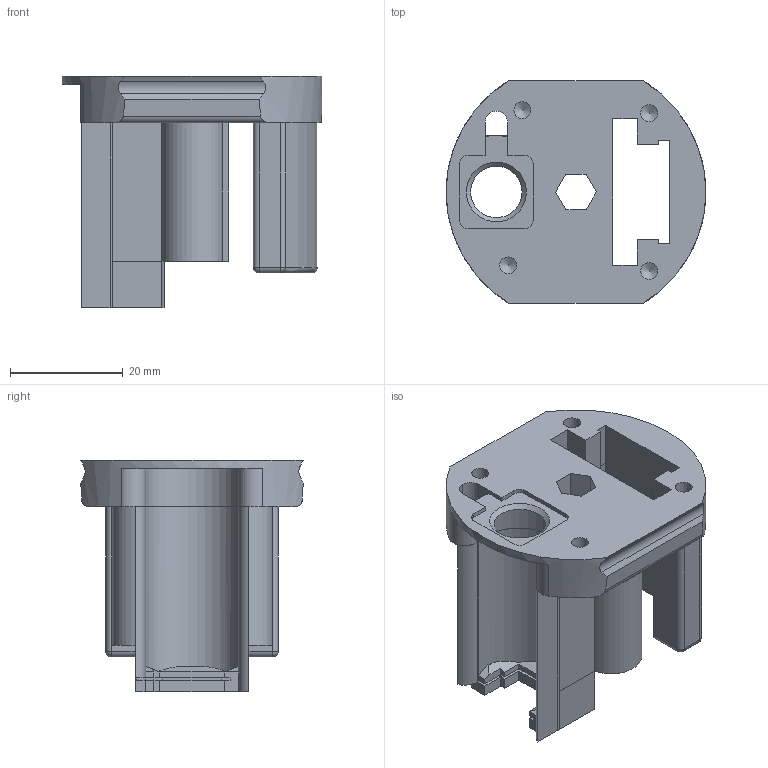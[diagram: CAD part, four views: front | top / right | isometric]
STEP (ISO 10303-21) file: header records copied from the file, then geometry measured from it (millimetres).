
FILE_DESCRIPTION(/* description */ (''),/* implementation_level */ '2;1');
FILE_NAME(/* name */ 'Base.step',/* time_stamp */ '2025-11-18T16:31:15Z',/* author */ (''),/* organization */ (''),/* preprocessor_version */ 'ST-DEVELOPER v20.1',/* originating_system */ 'Autodesk Translation Framework v14.21.0.0',/* authorisation */ '');
FILE_SCHEMA (('AUTOMOTIVE_DESIGN { 1 0 10303 214 3 1 1 }','PROCESS_PLANNING_SCHEMA'));
Length unit declared in the file: millimetre
Products named in the file (1): Base
Bounding box: 46 x 39.39 x 41 mm (x, y, z)
Volume: 19849.3 mm3; surface area: 15733.2 mm2
Topology: 8 solids, 8 shells, 412 faces, 1150 edges, 755 vertices
Faces by surface type: cylinder 245, plane 151, cone 7, bspline 4, sphere 4, torus 1
Full cylindrical faces by diameter (mm): 0.8 x2, 2.529 x46, 3 x6, 3.086 x26
Entity records: 23855 total; most frequent: CARTESIAN_POINT 13912, ORIENTED_EDGE 2292, DIRECTION 1705, EDGE_CURVE 1146, VERTEX_POINT 755, LINE 589, VECTOR 589, AXIS2_PLACEMENT_3D 558
